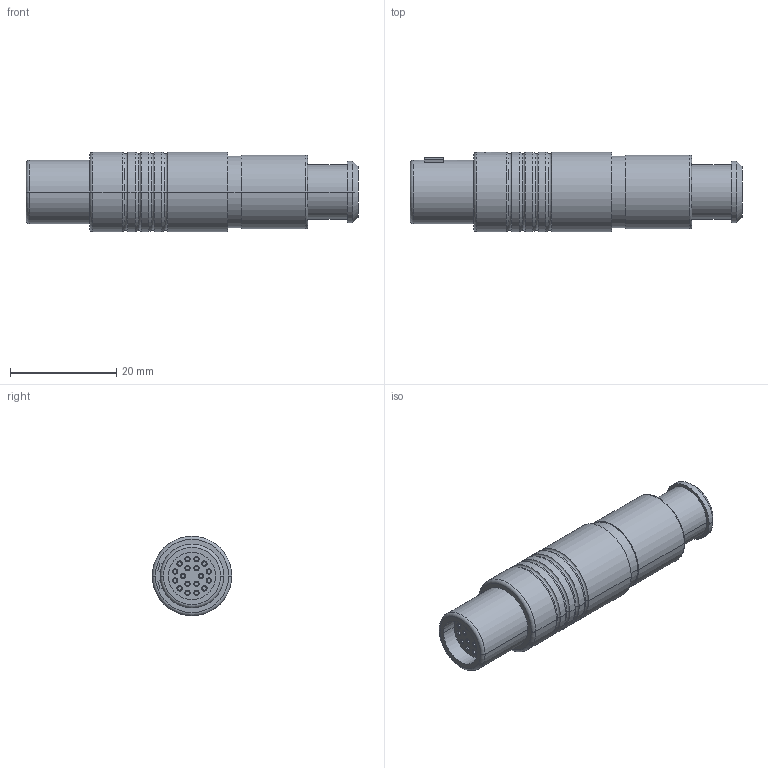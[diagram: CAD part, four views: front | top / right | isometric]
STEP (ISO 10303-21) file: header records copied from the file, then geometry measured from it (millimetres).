
FILE_DESCRIPTION((''),'2;1');
FILE_NAME('S42BAC-P18L','2020-08-05T11:44:50',('RTrager'),(''),'CREO PARAMETRIC BY PTC INC, 2018300','CREO PARAMETRIC BY PTC INC, 2018300','');
FILE_SCHEMA(('AP242_MANAGED_MODEL_BASED_3D_ENGINEERING_MIM_LF { 1 0 10303 442 1 1 4 }'));
Length unit declared in the file: millimetre
Products named in the file (1): S42BAC-P18L
Bounding box: 62.5 x 15 x 15 mm (x, y, z)
Volume: 6555 mm3; surface area: 4713.7 mm2
Topology: 1 solids, 1 shells, 342 faces, 805 edges, 512 vertices
Faces by surface type: cylinder 174, plane 81, cone 46, torus 32, bspline 9
Entity records: 17499 total; most frequent: CARTESIAN_POINT 3547, DIRECTION 1781, ORIENTED_EDGE 1610, PRESENTATION_STYLE_ASSIGNMENT 1110, STYLED_ITEM 852, CURVE_STYLE 805, EDGE_CURVE 805, AXIS2_PLACEMENT_3D 740
